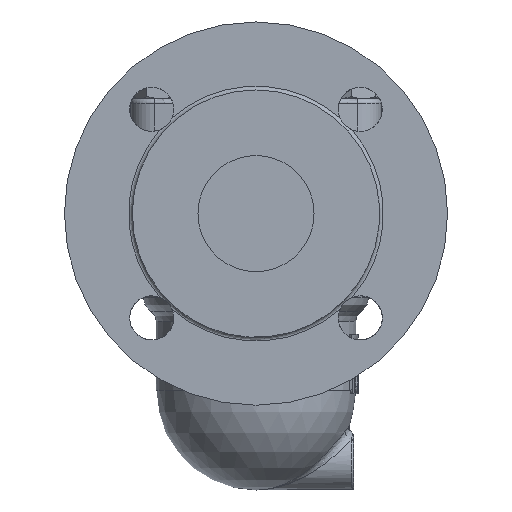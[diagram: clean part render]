
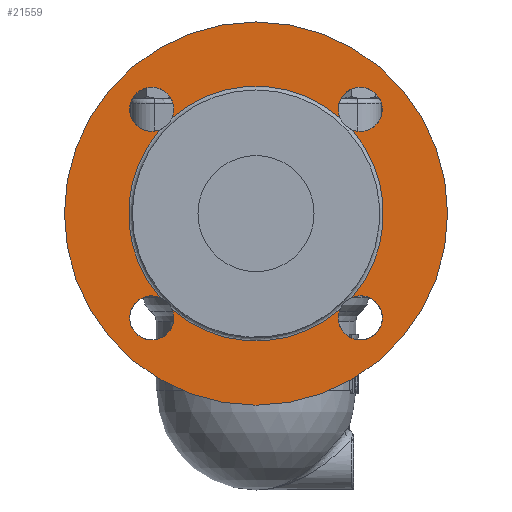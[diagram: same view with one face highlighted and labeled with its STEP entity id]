
A CAD part, left-side view. The second image highlights one B-rep face of the part: STEP entity #21559.
In plain terms, the highlighted planar face has unit normal (-1, 0, 0).
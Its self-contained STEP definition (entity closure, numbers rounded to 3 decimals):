
#21243=CARTESIAN_POINT('',(-122.9,0.,63.5));
#21244=VERTEX_POINT('',#21243);
#21245=CARTESIAN_POINT('',(-122.9,0.0,-19.));
#21246=DIRECTION('',(1.0,0.0,0.0));
#21247=DIRECTION('',(0.0,0.0,-1.0));
#21248=AXIS2_PLACEMENT_3D('',#21245,#21246,#21247);
#21249=CIRCLE('',#21248,82.5);
#21250=EDGE_CURVE('',#21244,#21244,#21249,.T.);
#21399=CARTESIAN_POINT('',(-122.9,-36.119,22.279));
#21400=VERTEX_POINT('',#21399);
#21401=CARTESIAN_POINT('',(-122.9,-41.279,17.119));
#21402=VERTEX_POINT('',#21401);
#21418=CARTESIAN_POINT('',(-122.9,36.119,22.279));
#21419=VERTEX_POINT('',#21418);
#21420=CARTESIAN_POINT('',(-122.9,0.0,-19.));
#21421=DIRECTION('',(-1.0,0.0,0.0));
#21422=DIRECTION('',(0.0,0.0,-1.0));
#21423=AXIS2_PLACEMENT_3D('',#21420,#21421,#21422);
#21424=CIRCLE('',#21423,54.85);
#21425=EDGE_CURVE('',#21400,#21419,#21424,.T.);
#21427=CARTESIAN_POINT('',(-122.9,41.279,17.119));
#21428=VERTEX_POINT('',#21427);
#21444=CARTESIAN_POINT('',(-122.9,41.279,-55.119));
#21445=VERTEX_POINT('',#21444);
#21446=CARTESIAN_POINT('',(-122.9,0.0,-19.));
#21447=DIRECTION('',(-1.0,0.0,0.0));
#21448=DIRECTION('',(0.0,0.0,-1.0));
#21449=AXIS2_PLACEMENT_3D('',#21446,#21447,#21448);
#21450=CIRCLE('',#21449,54.85);
#21451=EDGE_CURVE('',#21428,#21445,#21450,.T.);
#21453=CARTESIAN_POINT('',(-122.9,36.119,-60.279));
#21454=VERTEX_POINT('',#21453);
#21470=CARTESIAN_POINT('',(-122.9,-36.119,-60.279));
#21471=VERTEX_POINT('',#21470);
#21472=CARTESIAN_POINT('',(-122.9,0.0,-19.));
#21473=DIRECTION('',(-1.0,0.0,0.0));
#21474=DIRECTION('',(0.0,0.0,-1.0));
#21475=AXIS2_PLACEMENT_3D('',#21472,#21473,#21474);
#21476=CIRCLE('',#21475,54.85);
#21477=EDGE_CURVE('',#21454,#21471,#21476,.T.);
#21479=CARTESIAN_POINT('',(-122.9,-41.279,-55.119));
#21480=VERTEX_POINT('',#21479);
#21496=CARTESIAN_POINT('',(-122.9,0.0,-19.));
#21497=DIRECTION('',(-1.0,0.0,0.0));
#21498=DIRECTION('',(0.0,0.0,-1.0));
#21499=AXIS2_PLACEMENT_3D('',#21496,#21497,#21498);
#21500=CIRCLE('',#21499,54.85);
#21501=EDGE_CURVE('',#21480,#21402,#21500,.T.);
#21517=CARTESIAN_POINT('',(-122.9,0.0,-19.));
#21518=DIRECTION('',(1.0,0.0,0.0));
#21519=DIRECTION('',(0.0,0.0,-1.0));
#21520=AXIS2_PLACEMENT_3D('',#21517,#21518,#21519);
#21521=PLANE('',#21520);
#21522=ORIENTED_EDGE('',*,*,#21250,.F.);
#21523=EDGE_LOOP('',(#21522));
#21524=FACE_OUTER_BOUND('',#21523,.T.);
#21525=ORIENTED_EDGE('',*,*,#21501,.F.);
#21526=CARTESIAN_POINT('',(-122.9,-44.901,-63.901));
#21527=DIRECTION('',(-1.0,0.0,0.0));
#21528=DIRECTION('',(0.0,1.0,0.0));
#21529=AXIS2_PLACEMENT_3D('',#21526,#21527,#21528);
#21530=CIRCLE('',#21529,9.5);
#21531=EDGE_CURVE('',#21471,#21480,#21530,.T.);
#21532=ORIENTED_EDGE('',*,*,#21531,.F.);
#21533=ORIENTED_EDGE('',*,*,#21477,.F.);
#21534=CARTESIAN_POINT('',(-122.9,44.901,-63.901));
#21535=DIRECTION('',(-1.0,0.0,0.0));
#21536=DIRECTION('',(0.0,0.0,1.0));
#21537=AXIS2_PLACEMENT_3D('',#21534,#21535,#21536);
#21538=CIRCLE('',#21537,9.5);
#21539=EDGE_CURVE('',#21445,#21454,#21538,.T.);
#21540=ORIENTED_EDGE('',*,*,#21539,.F.);
#21541=ORIENTED_EDGE('',*,*,#21451,.F.);
#21542=CARTESIAN_POINT('',(-122.9,44.901,25.901));
#21543=DIRECTION('',(-1.0,0.0,0.0));
#21544=DIRECTION('',(0.0,-1.0,0.0));
#21545=AXIS2_PLACEMENT_3D('',#21542,#21543,#21544);
#21546=CIRCLE('',#21545,9.5);
#21547=EDGE_CURVE('',#21419,#21428,#21546,.T.);
#21548=ORIENTED_EDGE('',*,*,#21547,.F.);
#21549=ORIENTED_EDGE('',*,*,#21425,.F.);
#21550=CARTESIAN_POINT('',(-122.9,-44.901,25.901));
#21551=DIRECTION('',(-1.0,0.0,0.0));
#21552=DIRECTION('',(0.0,0.0,-1.0));
#21553=AXIS2_PLACEMENT_3D('',#21550,#21551,#21552);
#21554=CIRCLE('',#21553,9.5);
#21555=EDGE_CURVE('',#21402,#21400,#21554,.T.);
#21556=ORIENTED_EDGE('',*,*,#21555,.F.);
#21557=EDGE_LOOP('',(#21525,#21532,#21533,#21540,#21541,#21548,#21549,#21556));
#21558=FACE_BOUND('',#21557,.T.);
#21559=ADVANCED_FACE('',(#21524,#21558),#21521,.F.);
